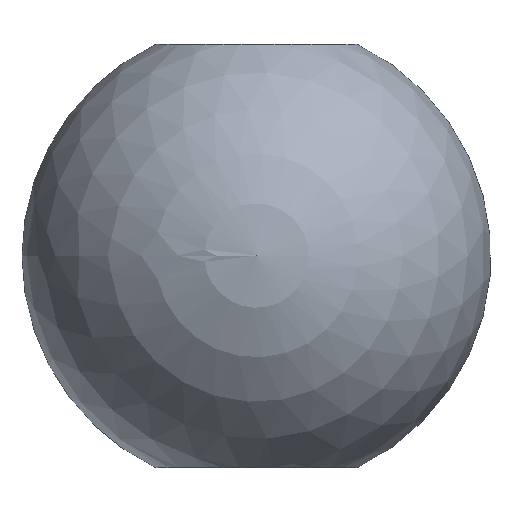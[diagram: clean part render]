
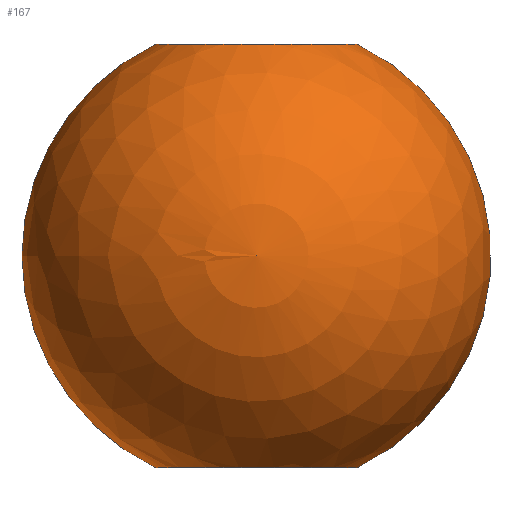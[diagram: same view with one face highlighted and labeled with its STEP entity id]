
A CAD part, top view. The second image highlights one B-rep face of the part: STEP entity #167.
In plain terms, the highlighted spherical face has radius 15 mm.
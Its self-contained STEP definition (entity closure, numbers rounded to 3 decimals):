
#3 = VERTEX_POINT ( 'NONE', #311 ) ;
#11 = ORIENTED_EDGE ( 'NONE', *, *, #303, .T. ) ;
#14 = CIRCLE ( 'NONE', #27, 6.454 ) ;
#19 = VERTEX_POINT ( 'NONE', #73 ) ;
#27 = AXIS2_PLACEMENT_3D ( 'NONE', #122, #117, #293 ) ;
#28 = CARTESIAN_POINT ( 'NONE',  ( 6.454, 28.54, 0. ) ) ;
#33 = DIRECTION ( 'NONE',  ( -1., 0., 0. ) ) ;
#37 = ORIENTED_EDGE ( 'NONE', *, *, #106, .T. ) ;
#39 = AXIS2_PLACEMENT_3D ( 'NONE', #223, #248, #67 ) ;
#49 = DIRECTION ( 'NONE',  ( 0., 0., 1. ) ) ;
#67 = DIRECTION ( 'NONE',  ( 0., 0., -1. ) ) ;
#69 = EDGE_CURVE ( 'NONE', #327, #245, #150, .T. ) ;
#72 = VERTEX_POINT ( 'NONE', #113 ) ;
#73 = CARTESIAN_POINT ( 'NONE',  ( 0., 28.54, 6.454 ) ) ;
#87 = DIRECTION ( 'NONE',  ( -1., 0., 0. ) ) ;
#90 = CIRCLE ( 'NONE', #254, 6.454 ) ;
#94 = CARTESIAN_POINT ( 'NONE',  ( 0., 15., 0. ) ) ;
#95 = AXIS2_PLACEMENT_3D ( 'NONE', #285, #164, #258 ) ;
#98 = EDGE_LOOP ( 'NONE', ( #126, #152, #11, #142, #105, #37 ) ) ;
#101 = CIRCLE ( 'NONE', #148, 15. ) ;
#105 = ORIENTED_EDGE ( 'NONE', *, *, #278, .T. ) ;
#106 = EDGE_CURVE ( 'NONE', #3, #72, #177, .T. ) ;
#113 = CARTESIAN_POINT ( 'NONE',  ( 6.454, 1.46, 0. ) ) ;
#117 = DIRECTION ( 'NONE',  ( 0., -1., 0. ) ) ;
#122 = CARTESIAN_POINT ( 'NONE',  ( 0., 28.54, 0. ) ) ;
#126 = ORIENTED_EDGE ( 'NONE', *, *, #184, .F. ) ;
#128 = VERTEX_POINT ( 'NONE', #28 ) ;
#131 = CARTESIAN_POINT ( 'NONE',  ( 0., 1.46, 0. ) ) ;
#142 = ORIENTED_EDGE ( 'NONE', *, *, #69, .T. ) ;
#144 = CARTESIAN_POINT ( 'NONE',  ( 0., 15., 0. ) ) ;
#148 = AXIS2_PLACEMENT_3D ( 'NONE', #94, #149, #33 ) ;
#149 = DIRECTION ( 'NONE',  ( 0., 0., -1. ) ) ;
#150 = CIRCLE ( 'NONE', #95, 15. ) ;
#152 = ORIENTED_EDGE ( 'NONE', *, *, #207, .T. ) ;
#161 = DIRECTION ( 'NONE',  ( 0., 0., 1. ) ) ;
#164 = DIRECTION ( 'NONE',  ( 0., 0., 1. ) ) ;
#167 = ADVANCED_FACE ( 'NONE', ( #235 ), #190, .T. ) ;
#177 = CIRCLE ( 'NONE', #295, 6.454 ) ;
#184 = EDGE_CURVE ( 'NONE', #128, #72, #101, .T. ) ;
#185 = CIRCLE ( 'NONE', #39, 6.454 ) ;
#190 = SPHERICAL_SURFACE ( 'NONE', #315, 15. ) ;
#207 = EDGE_CURVE ( 'NONE', #128, #19, #14, .T. ) ;
#213 = DIRECTION ( 'NONE',  ( 0., 0., -1. ) ) ;
#221 = CARTESIAN_POINT ( 'NONE',  ( -6.454, 1.46, 0. ) ) ;
#223 = CARTESIAN_POINT ( 'NONE',  ( 0., 28.54, 0. ) ) ;
#225 = DIRECTION ( 'NONE',  ( 0., 1., 0. ) ) ;
#235 = FACE_OUTER_BOUND ( 'NONE', #98, .T. ) ;
#243 = CARTESIAN_POINT ( 'NONE',  ( -6.454, 28.54, 0. ) ) ;
#245 = VERTEX_POINT ( 'NONE', #221 ) ;
#246 = DIRECTION ( 'NONE',  ( 0., 1., 0. ) ) ;
#248 = DIRECTION ( 'NONE',  ( 0., -1., 0. ) ) ;
#254 = AXIS2_PLACEMENT_3D ( 'NONE', #274, #246, #49 ) ;
#258 = DIRECTION ( 'NONE',  ( 1., 0., 0. ) ) ;
#274 = CARTESIAN_POINT ( 'NONE',  ( 0., 1.46, 0. ) ) ;
#278 = EDGE_CURVE ( 'NONE', #245, #3, #90, .T. ) ;
#285 = CARTESIAN_POINT ( 'NONE',  ( 0., 15., 0. ) ) ;
#293 = DIRECTION ( 'NONE',  ( 0., 0., -1. ) ) ;
#295 = AXIS2_PLACEMENT_3D ( 'NONE', #131, #225, #161 ) ;
#303 = EDGE_CURVE ( 'NONE', #19, #327, #185, .T. ) ;
#311 = CARTESIAN_POINT ( 'NONE',  ( 0., 1.46, 6.454 ) ) ;
#315 = AXIS2_PLACEMENT_3D ( 'NONE', #144, #213, #87 ) ;
#327 = VERTEX_POINT ( 'NONE', #243 ) ;
